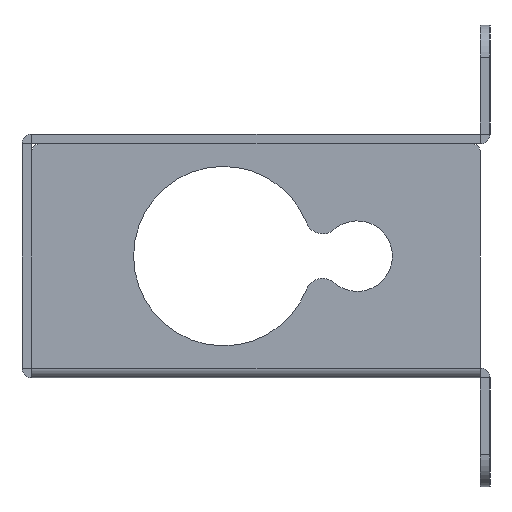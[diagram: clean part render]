
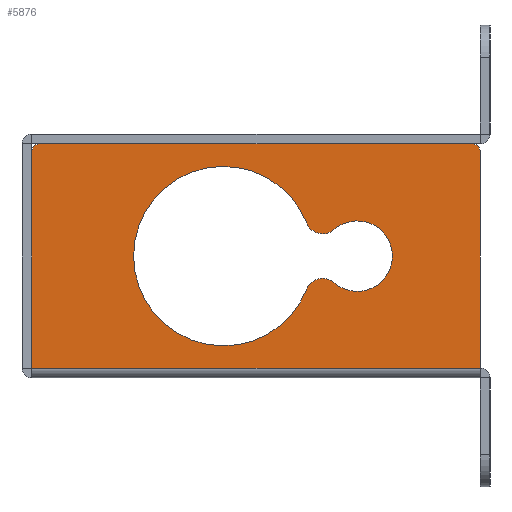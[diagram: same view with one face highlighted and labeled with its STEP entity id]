
A CAD part, left-side view. The second image highlights one B-rep face of the part: STEP entity #5876.
In plain terms, the highlighted planar face has unit normal (-1, 0, 0).
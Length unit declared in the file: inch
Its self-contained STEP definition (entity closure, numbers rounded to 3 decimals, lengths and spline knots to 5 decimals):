
#812=DIRECTION('',(0.,1.,0.));
#813=VECTOR('',#812,2.65748);
#814=CARTESIAN_POINT('',(-3.60315,0.04921,
0.68976));
#815=LINE('',#814,#813);
#816=DIRECTION('',(0.,0.,1.));
#817=VECTOR('',#816,1.32874);
#818=CARTESIAN_POINT('',(-3.60315,0.,-0.68819));
#819=LINE('',#818,#817);
#820=DIRECTION('',(0.,-1.,0.));
#821=VECTOR('',#820,2.75591);
#822=CARTESIAN_POINT('',(-3.60315,2.75591,
-0.68819));
#823=LINE('',#822,#821);
#824=DIRECTION('',(0.,0.,-1.));
#825=VECTOR('',#824,1.32874);
#826=CARTESIAN_POINT('',(-3.60315,2.75591,0.64055));
#827=LINE('',#826,#825);
#828=CARTESIAN_POINT('',(-3.60315,0.96834,
0.24291));
#829=DIRECTION('',(-1.,0.,0.));
#830=DIRECTION('',(0.,0.929,-0.37));
#831=AXIS2_PLACEMENT_3D('',#828,#829,#830);
#833=CARTESIAN_POINT('',(-3.60315,1.57888,0.));
#834=DIRECTION('',(-1.,0.,0.));
#835=DIRECTION('',(0.,-0.929,0.37));
#836=AXIS2_PLACEMENT_3D('',#833,#834,#835);
#838=CARTESIAN_POINT('',(-3.60315,0.96834,
-0.24291));
#839=DIRECTION('',(-1.,0.,0.));
#840=DIRECTION('',(0.,-0.658,0.753));
#841=AXIS2_PLACEMENT_3D('',#838,#839,#840);
#843=CARTESIAN_POINT('',(-3.60315,0.7563,0.));
#844=DIRECTION('',(-1.,0.,0.));
#845=DIRECTION('',(0.,0.658,-0.753));
#846=AXIS2_PLACEMENT_3D('',#843,#844,#845);
#852=CARTESIAN_POINT('',(-3.60315,2.70669,0.64055));
#853=DIRECTION('',(-1.,0.,0.));
#854=DIRECTION('',(0.,0.,1.));
#855=AXIS2_PLACEMENT_3D('',#852,#853,#854);
#1917=CARTESIAN_POINT('',(-3.60315,0.04921,
0.64055));
#1918=DIRECTION('',(-1.,0.,0.));
#1919=DIRECTION('',(0.,-1.,0.));
#1920=AXIS2_PLACEMENT_3D('',#1917,#1918,#1919);
#4179=CARTESIAN_POINT('',(-3.60315,2.75591,
-0.68819));
#4180=CARTESIAN_POINT('',(-3.60315,0.,-0.68819));
#4181=VERTEX_POINT('',#4179);
#4182=VERTEX_POINT('',#4180);
#4199=CARTESIAN_POINT('',(-3.60315,1.06674,
0.20376));
#4200=CARTESIAN_POINT('',(-3.60315,0.8987,
0.16313));
#4201=VERTEX_POINT('',#4199);
#4202=VERTEX_POINT('',#4200);
#4203=CARTESIAN_POINT('',(-3.60315,0.8987,
-0.16313));
#4204=VERTEX_POINT('',#4203);
#4205=CARTESIAN_POINT('',(-3.60315,1.06674,
-0.20376));
#4206=VERTEX_POINT('',#4205);
#5299=CARTESIAN_POINT('',(-3.60315,2.70669,
0.68976));
#5301=VERTEX_POINT('',#5299);
#5303=CARTESIAN_POINT('',(-3.60315,2.75591,
0.64055));
#5304=VERTEX_POINT('',#5303);
#5307=CARTESIAN_POINT('',(-3.60315,0.,0.64055));
#5309=VERTEX_POINT('',#5307);
#5311=CARTESIAN_POINT('',(-3.60315,0.04921,
0.68976));
#5312=VERTEX_POINT('',#5311);
#5848=CARTESIAN_POINT('',(-3.60315,2.1011,
-0.68819));
#5849=DIRECTION('',(-1.,0.,0.));
#5850=DIRECTION('',(0.,-1.,0.));
#5851=AXIS2_PLACEMENT_3D('',#5848,#5849,#5850);
#5852=PLANE('',#5851);
#5854=ORIENTED_EDGE('',*,*,#5853,.F.);
#5856=ORIENTED_EDGE('',*,*,#5855,.F.);
#5858=ORIENTED_EDGE('',*,*,#5857,.F.);
#5860=ORIENTED_EDGE('',*,*,#5859,.F.);
#5861=ORIENTED_EDGE('',*,*,#5839,.F.);
#5863=ORIENTED_EDGE('',*,*,#5862,.F.);
#5864=EDGE_LOOP('',(#5854,#5856,#5858,#5860,#5861,#5863));
#5865=FACE_OUTER_BOUND('',#5864,.F.);
#5867=ORIENTED_EDGE('',*,*,#5866,.F.);
#5869=ORIENTED_EDGE('',*,*,#5868,.T.);
#5871=ORIENTED_EDGE('',*,*,#5870,.F.);
#5873=ORIENTED_EDGE('',*,*,#5872,.T.);
#5874=EDGE_LOOP('',(#5867,#5869,#5871,#5873));
#5875=FACE_BOUND('',#5874,.F.);
#5876=ADVANCED_FACE('',(#5865,#5875),#5852,.T.);
#832=CIRCLE('',#831,0.10591);
#837=CIRCLE('',#836,0.55118);
#842=CIRCLE('',#841,0.10591);
#847=CIRCLE('',#846,0.21654);
#856=CIRCLE('',#855,0.04921);
#1921=CIRCLE('',#1920,0.04921);
#5839=EDGE_CURVE('',#4181,#4182,#823,.T.);
#5853=EDGE_CURVE('',#5301,#5304,#856,.T.);
#5855=EDGE_CURVE('',#5312,#5301,#815,.T.);
#5857=EDGE_CURVE('',#5309,#5312,#1921,.T.);
#5859=EDGE_CURVE('',#4182,#5309,#819,.T.);
#5862=EDGE_CURVE('',#5304,#4181,#827,.T.);
#5866=EDGE_CURVE('',#4201,#4202,#832,.T.);
#5868=EDGE_CURVE('',#4201,#4206,#837,.T.);
#5870=EDGE_CURVE('',#4204,#4206,#842,.T.);
#5872=EDGE_CURVE('',#4204,#4202,#847,.T.);
